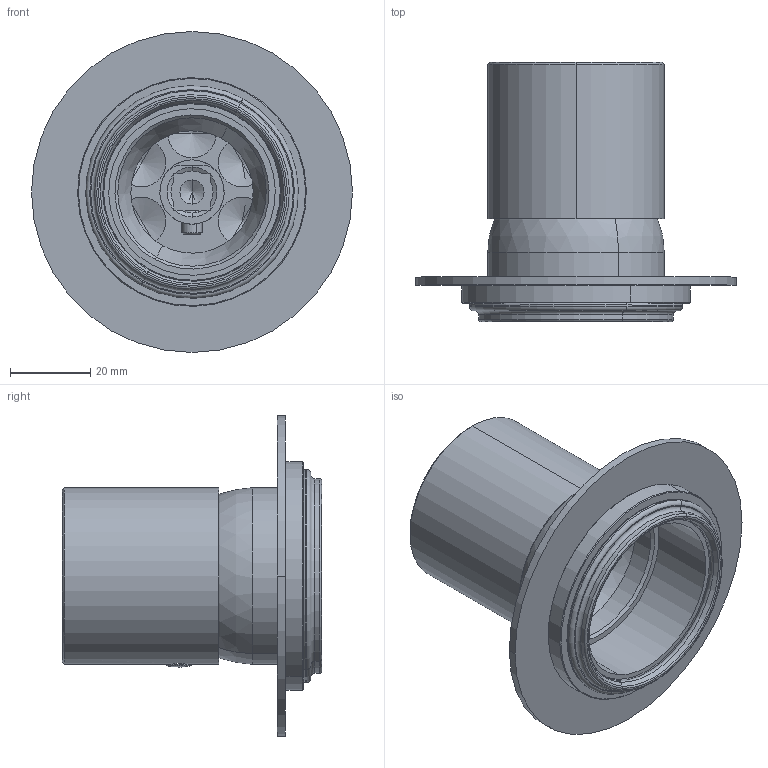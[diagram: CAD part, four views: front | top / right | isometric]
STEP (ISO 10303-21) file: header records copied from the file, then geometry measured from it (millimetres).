
FILE_DESCRIPTION(('CATIA V5 STEP Exchange','CAx-IF Rec.Pracs.--- Model Styling and Organization---1.5--- 2016-08-15','CAx-IF Rec.Pracs.---Supplemental Geometry---1.0---2011-11-01','CAx-IF Rec.Pracs.--- Composite Materials ---3.4---2017-06-13','CAx-IF Rec.Pracs.---Tessellated 3D Geometry---1.0---2015-12-17'),'2;1');
FILE_NAME('X3 00300.stp','2022-09-13T13:33:23+00:00',('none'),('none'),'CATIA Version 5-6 Release 2020 SP2','CATIA V5 STEP AP242 v2','none');
FILE_SCHEMA(('AP242_MANAGED_MODEL_BASED_3D_ENGINEERING_MIM_LF {1 0 10303 442 1 1 4}'));
Length unit declared in the file: millimetre
Products named in the file (9): PR.0484.34; P47263; PR98127; P45393; P44110; P42743; P50533; P52184; P47570
Assembly tree (8 placements, depth 3):
  PR.0484.34
    P47263
    PR98127
      P45393
      P44110
    P42743
    P50533
    P52184
    P47570
Bounding box: 80 x 64.6 x 80 mm (x, y, z)
Volume: 43880.7 mm3; surface area: 39433.5 mm2
Topology: 7 solids, 7 shells, 199 faces, 454 edges, 270 vertices
Faces by surface type: cylinder 69, plane 46, cone 46, torus 26, bspline 8, sphere 4
Entity records: 5766 total; most frequent: CARTESIAN_POINT 1567, ORIENTED_EDGE 876, DIRECTION 670, EDGE_CURVE 438, AXIS2_PLACEMENT_3D 362, VERTEX_POINT 270, EDGE_LOOP 228, CIRCLE 222
